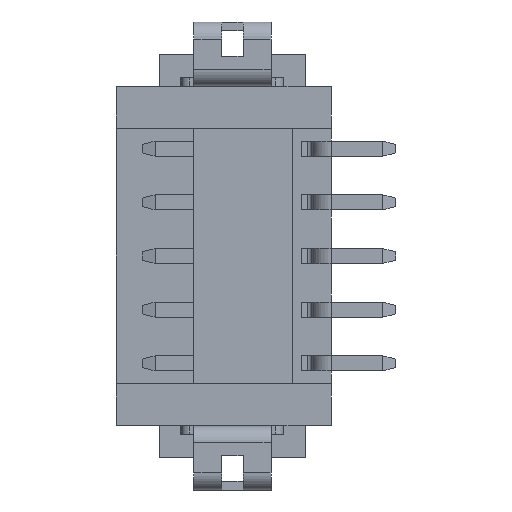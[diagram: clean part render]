
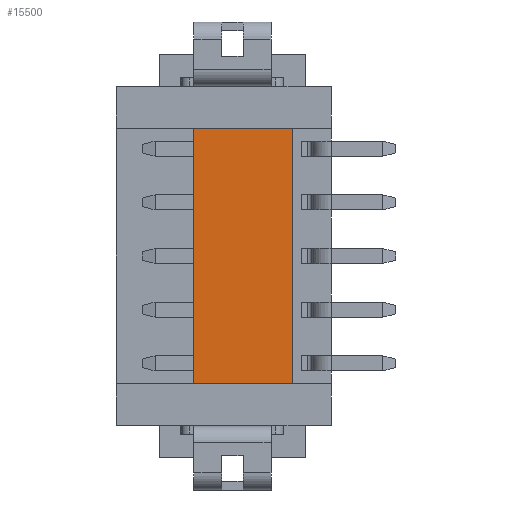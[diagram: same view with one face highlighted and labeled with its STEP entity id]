
A CAD part, left-side view. The second image highlights one B-rep face of the part: STEP entity #15500.
In plain terms, the highlighted planar face has unit normal (-1, 0, 0).
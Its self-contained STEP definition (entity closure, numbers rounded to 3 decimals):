
#12460=CARTESIAN_POINT('',(-2.217,-1.33,12.975));
#12470=VERTEX_POINT('',#12460);
#12500=CARTESIAN_POINT('',(-2.217,0.,12.975));
#12510=DIRECTION('',(0.,1.,0.));
#12520=VECTOR('',#12510,1.);
#12530=LINE('',#12500,#12520);
#12540=CARTESIAN_POINT('',(-2.217,0.97,12.975));
#12550=VERTEX_POINT('',#12540);
#12560=EDGE_CURVE('',#12470,#12550,#12530,.T.);
#15200=CARTESIAN_POINT('',(-2.217,-0.614,7.213
));
#15210=DIRECTION('',(1.,0.,0.));
#15220=DIRECTION('',(0.,-1.,0.));
#15230=AXIS2_PLACEMENT_3D('',#15200,#15210,#15220);
#15240=PLANE('',#15230);
#15250=CARTESIAN_POINT('',(-2.217,0.,7.025));
#15260=DIRECTION('',(0.,1.,0.));
#15270=VECTOR('',#15260,1.);
#15280=LINE('',#15250,#15270);
#15290=CARTESIAN_POINT('',(-2.217,-1.33,7.025));
#15300=VERTEX_POINT('',#15290);
#15310=CARTESIAN_POINT('',(-2.217,0.97,7.025));
#15320=VERTEX_POINT('',#15310);
#15330=EDGE_CURVE('',#15300,#15320,#15280,.T.);
#15340=ORIENTED_EDGE('',*,*,#15330,.F.);
#15350=CARTESIAN_POINT('',(-2.217,0.97,-0.625));
#15360=DIRECTION('',(0.,0.,-1.));
#15370=VECTOR('',#15360,1.);
#15380=LINE('',#15350,#15370);
#15390=EDGE_CURVE('',#12550,#15320,#15380,.T.);
#15400=ORIENTED_EDGE('',*,*,#15390,.T.);
#15410=ORIENTED_EDGE('',*,*,#12560,.T.);
#15420=CARTESIAN_POINT('',(-2.217,-1.33,23.125));
#15430=DIRECTION('',(0.,0.,1.));
#15440=VECTOR('',#15430,1.);
#15450=LINE('',#15420,#15440);
#15460=EDGE_CURVE('',#15300,#12470,#15450,.T.);
#15470=ORIENTED_EDGE('',*,*,#15460,.T.);
#15480=EDGE_LOOP('',(#15470,#15410,#15400,#15340));
#15490=FACE_OUTER_BOUND('',#15480,.T.);
#15500=ADVANCED_FACE('',(#15490),#15240,.F.);
